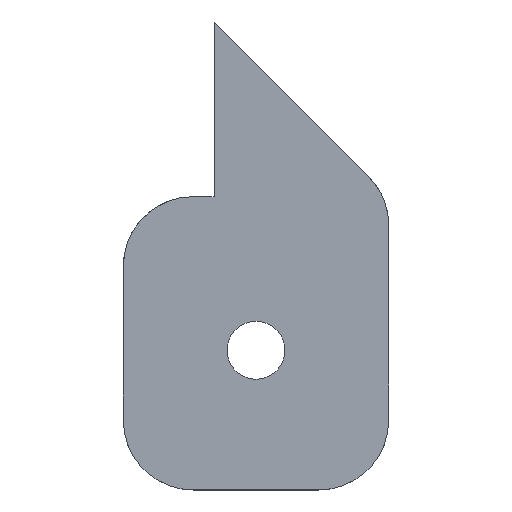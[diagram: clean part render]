
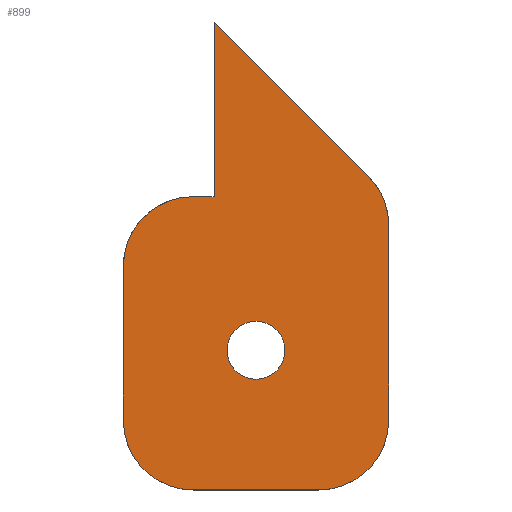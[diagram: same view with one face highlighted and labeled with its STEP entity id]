
A CAD part, top view. The second image highlights one B-rep face of the part: STEP entity #899.
In plain terms, the highlighted planar face has unit normal (0, 0, 1).
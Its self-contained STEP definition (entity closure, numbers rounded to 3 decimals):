
#8 = VERTEX_POINT ( 'NONE', #656 ) ;
#23 = EDGE_LOOP ( 'NONE', ( #215, #717, #845, #553, #679, #574, #519, #63, #905, #313 ) ) ;
#27 = CARTESIAN_POINT ( 'NONE',  ( -4.15, 0., 3. ) ) ;
#33 = EDGE_CURVE ( 'NONE', #8, #851, #67, .T. ) ;
#46 = CARTESIAN_POINT ( 'NONE',  ( -9., -10., 3. ) ) ;
#52 = AXIS2_PLACEMENT_3D ( 'NONE', #46, #272, #343 ) ;
#63 = ORIENTED_EDGE ( 'NONE', *, *, #395, .T. ) ;
#67 = CIRCLE ( 'NONE', #52, 10. ) ;
#76 = DIRECTION ( 'NONE',  ( 0., 0., 1. ) ) ;
#79 = CARTESIAN_POINT ( 'NONE',  ( 19., -10., 3. ) ) ;
#90 = VERTEX_POINT ( 'NONE', #661 ) ;
#134 = CARTESIAN_POINT ( 'NONE',  ( 0., 0., 3. ) ) ;
#136 = CIRCLE ( 'NONE', #699, 10. ) ;
#141 = LINE ( 'NONE', #307, #520 ) ;
#145 = DIRECTION ( 'NONE',  ( 0., 0., -1. ) ) ;
#150 = LINE ( 'NONE', #692, #943 ) ;
#156 = CARTESIAN_POINT ( 'NONE',  ( -9., 12., 3. ) ) ;
#158 = VERTEX_POINT ( 'NONE', #79 ) ;
#213 = DIRECTION ( 'NONE',  ( 1., 0., 0. ) ) ;
#215 = ORIENTED_EDGE ( 'NONE', *, *, #405, .T. ) ;
#219 = EDGE_CURVE ( 'NONE', #965, #243, #715, .T. ) ;
#220 = LINE ( 'NONE', #448, #614 ) ;
#225 = DIRECTION ( 'NONE',  ( 0., 1., 0. ) ) ;
#226 = LINE ( 'NONE', #998, #897 ) ;
#234 = CARTESIAN_POINT ( 'NONE',  ( 19., -20., 3. ) ) ;
#236 = CIRCLE ( 'NONE', #718, 4.15 ) ;
#237 = CIRCLE ( 'NONE', #419, 10. ) ;
#243 = VERTEX_POINT ( 'NONE', #969 ) ;
#272 = DIRECTION ( 'NONE',  ( 0., 0., 1. ) ) ;
#302 = DIRECTION ( 'NONE',  ( 0., 0., 1. ) ) ;
#307 = CARTESIAN_POINT ( 'NONE',  ( -19., -20., 3. ) ) ;
#313 = ORIENTED_EDGE ( 'NONE', *, *, #33, .T. ) ;
#314 = DIRECTION ( 'NONE',  ( 0., -1., 0. ) ) ;
#338 = CARTESIAN_POINT ( 'NONE',  ( 9., -20., 3. ) ) ;
#343 = DIRECTION ( 'NONE',  ( -1., 0., 0. ) ) ;
#374 = EDGE_CURVE ( 'NONE', #495, #8, #220, .T. ) ;
#378 = CARTESIAN_POINT ( 'NONE',  ( 0., 0., 3. ) ) ;
#379 = VERTEX_POINT ( 'NONE', #392 ) ;
#382 = DIRECTION ( 'NONE',  ( 1., 0., 0. ) ) ;
#392 = CARTESIAN_POINT ( 'NONE',  ( -6., 47., 3. ) ) ;
#395 = EDGE_CURVE ( 'NONE', #543, #495, #136, .T. ) ;
#404 = VERTEX_POINT ( 'NONE', #911 ) ;
#405 = EDGE_CURVE ( 'NONE', #851, #590, #141, .T. ) ;
#407 = CARTESIAN_POINT ( 'NONE',  ( 20.5, 20.5, 3. ) ) ;
#415 = DIRECTION ( 'NONE',  ( 0., 0., 1. ) ) ;
#419 = AXIS2_PLACEMENT_3D ( 'NONE', #546, #415, #793 ) ;
#448 = CARTESIAN_POINT ( 'NONE',  ( -19., -20., 3. ) ) ;
#451 = CARTESIAN_POINT ( 'NONE',  ( -19., 12., 3. ) ) ;
#453 = PLANE ( 'NONE',  #766 ) ;
#458 = DIRECTION ( 'NONE',  ( 0., 1., 0. ) ) ;
#463 = DIRECTION ( 'NONE',  ( -1., 0., 0. ) ) ;
#465 = EDGE_CURVE ( 'NONE', #243, #965, #236, .T. ) ;
#466 = EDGE_CURVE ( 'NONE', #543, #632, #226, .T. ) ;
#495 = VERTEX_POINT ( 'NONE', #451 ) ;
#519 = ORIENTED_EDGE ( 'NONE', *, *, #466, .F. ) ;
#520 = VECTOR ( 'NONE', #382, 1000. ) ;
#535 = LINE ( 'NONE', #234, #653 ) ;
#536 = CIRCLE ( 'NONE', #877, 10. ) ;
#537 = EDGE_CURVE ( 'NONE', #632, #379, #150, .T. ) ;
#541 = LINE ( 'NONE', #407, #912 ) ;
#543 = VERTEX_POINT ( 'NONE', #794 ) ;
#546 = CARTESIAN_POINT ( 'NONE',  ( 9., 17.858, 3. ) ) ;
#553 = ORIENTED_EDGE ( 'NONE', *, *, #956, .T. ) ;
#574 = ORIENTED_EDGE ( 'NONE', *, *, #537, .F. ) ;
#585 = EDGE_LOOP ( 'NONE', ( #610, #713 ) ) ;
#590 = VERTEX_POINT ( 'NONE', #338 ) ;
#591 = FACE_OUTER_BOUND ( 'NONE', #23, .T. ) ;
#610 = ORIENTED_EDGE ( 'NONE', *, *, #465, .F. ) ;
#614 = VECTOR ( 'NONE', #314, 1000. ) ;
#632 = VERTEX_POINT ( 'NONE', #930 ) ;
#641 = EDGE_CURVE ( 'NONE', #379, #90, #541, .T. ) ;
#653 = VECTOR ( 'NONE', #225, 1000. ) ;
#656 = CARTESIAN_POINT ( 'NONE',  ( -19., -10., 3. ) ) ;
#659 = DIRECTION ( 'NONE',  ( -1., 0., 0. ) ) ;
#661 = CARTESIAN_POINT ( 'NONE',  ( 16.071, 24.929, 3. ) ) ;
#672 = EDGE_CURVE ( 'NONE', #590, #158, #536, .T. ) ;
#679 = ORIENTED_EDGE ( 'NONE', *, *, #641, .F. ) ;
#691 = DIRECTION ( 'NONE',  ( 0., 0., 1. ) ) ;
#692 = CARTESIAN_POINT ( 'NONE',  ( -6., 0., 3. ) ) ;
#699 = AXIS2_PLACEMENT_3D ( 'NONE', #156, #302, #762 ) ;
#706 = DIRECTION ( 'NONE',  ( 0., 0., 1. ) ) ;
#713 = ORIENTED_EDGE ( 'NONE', *, *, #219, .F. ) ;
#715 = CIRCLE ( 'NONE', #980, 4.15 ) ;
#717 = ORIENTED_EDGE ( 'NONE', *, *, #672, .T. ) ;
#718 = AXIS2_PLACEMENT_3D ( 'NONE', #378, #76, #916 ) ;
#762 = DIRECTION ( 'NONE',  ( -1., 0., 0. ) ) ;
#766 = AXIS2_PLACEMENT_3D ( 'NONE', #134, #145, #463 ) ;
#773 = DIRECTION ( 'NONE',  ( 0.707, -0.707, 0. ) ) ;
#793 = DIRECTION ( 'NONE',  ( -1., 0., 0. ) ) ;
#794 = CARTESIAN_POINT ( 'NONE',  ( -9., 22., 3. ) ) ;
#806 = CARTESIAN_POINT ( 'NONE',  ( 0., 0., 3. ) ) ;
#837 = FACE_BOUND ( 'NONE', #585, .T. ) ;
#845 = ORIENTED_EDGE ( 'NONE', *, *, #881, .T. ) ;
#851 = VERTEX_POINT ( 'NONE', #1001 ) ;
#869 = CARTESIAN_POINT ( 'NONE',  ( 9., -10., 3. ) ) ;
#877 = AXIS2_PLACEMENT_3D ( 'NONE', #869, #706, #659 ) ;
#881 = EDGE_CURVE ( 'NONE', #158, #404, #535, .T. ) ;
#892 = DIRECTION ( 'NONE',  ( 1., 0., 0. ) ) ;
#897 = VECTOR ( 'NONE', #213, 1000. ) ;
#899 = ADVANCED_FACE ( 'NONE', ( #591, #837 ), #453, .F. ) ;
#905 = ORIENTED_EDGE ( 'NONE', *, *, #374, .T. ) ;
#911 = CARTESIAN_POINT ( 'NONE',  ( 19., 17.858, 3. ) ) ;
#912 = VECTOR ( 'NONE', #773, 1000. ) ;
#916 = DIRECTION ( 'NONE',  ( 1., 0., 0. ) ) ;
#930 = CARTESIAN_POINT ( 'NONE',  ( -6., 22., 3. ) ) ;
#943 = VECTOR ( 'NONE', #458, 1000. ) ;
#956 = EDGE_CURVE ( 'NONE', #404, #90, #237, .T. ) ;
#965 = VERTEX_POINT ( 'NONE', #27 ) ;
#969 = CARTESIAN_POINT ( 'NONE',  ( 4.15, 0., 3. ) ) ;
#980 = AXIS2_PLACEMENT_3D ( 'NONE', #806, #691, #892 ) ;
#998 = CARTESIAN_POINT ( 'NONE',  ( 0., 22., 3. ) ) ;
#1001 = CARTESIAN_POINT ( 'NONE',  ( -9., -20., 3. ) ) ;
